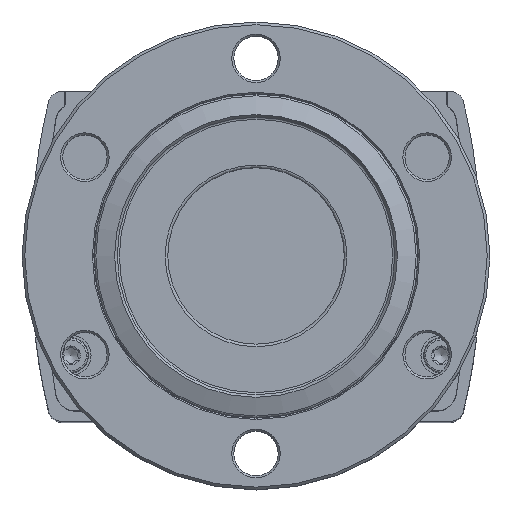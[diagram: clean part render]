
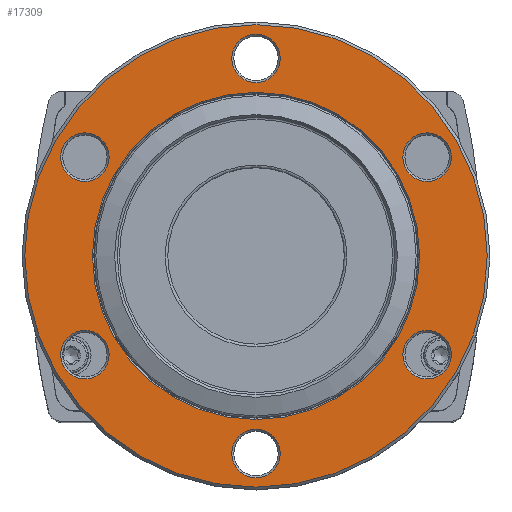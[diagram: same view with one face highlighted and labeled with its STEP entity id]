
A CAD part, top view. The second image highlights one B-rep face of the part: STEP entity #17309.
In plain terms, the highlighted planar face has unit normal (0, 0, 1).
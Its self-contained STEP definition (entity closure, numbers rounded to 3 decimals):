
#763=FACE_BOUND('',#3165,.T.);
#764=FACE_BOUND('',#3166,.T.);
#765=FACE_BOUND('',#3167,.T.);
#766=FACE_BOUND('',#3168,.T.);
#767=FACE_BOUND('',#3169,.T.);
#768=FACE_BOUND('',#3170,.T.);
#769=FACE_BOUND('',#3171,.T.);
#1211=PLANE('',#18599);
#2164=FACE_OUTER_BOUND('',#3164,.T.);
#3164=EDGE_LOOP('',(#14778));
#3165=EDGE_LOOP('',(#14779));
#3166=EDGE_LOOP('',(#14780));
#3167=EDGE_LOOP('',(#14781));
#3168=EDGE_LOOP('',(#14782));
#3169=EDGE_LOOP('',(#14783));
#3170=EDGE_LOOP('',(#14784));
#3171=EDGE_LOOP('',(#14785));
#6462=CIRCLE('',#18598,24.3);
#6463=CIRCLE('',#18600,34.35);
#6464=CIRCLE('',#18601,3.6);
#6465=CIRCLE('',#18602,3.6);
#6466=CIRCLE('',#18603,3.6);
#6467=CIRCLE('',#18604,3.6);
#6468=CIRCLE('',#18605,3.6);
#6469=CIRCLE('',#18606,3.6);
#7951=VERTEX_POINT('',#31163);
#7952=VERTEX_POINT('',#31167);
#7953=VERTEX_POINT('',#31169);
#7954=VERTEX_POINT('',#31171);
#7955=VERTEX_POINT('',#31173);
#7956=VERTEX_POINT('',#31175);
#7957=VERTEX_POINT('',#31177);
#7958=VERTEX_POINT('',#31179);
#10285=EDGE_CURVE('',#7951,#7951,#6462,.T.);
#10286=EDGE_CURVE('',#7952,#7952,#6463,.T.);
#10287=EDGE_CURVE('',#7953,#7953,#6464,.T.);
#10288=EDGE_CURVE('',#7954,#7954,#6465,.T.);
#10289=EDGE_CURVE('',#7955,#7955,#6466,.T.);
#10290=EDGE_CURVE('',#7956,#7956,#6467,.T.);
#10291=EDGE_CURVE('',#7957,#7957,#6468,.T.);
#10292=EDGE_CURVE('',#7958,#7958,#6469,.T.);
#14778=ORIENTED_EDGE('',*,*,#10286,.F.);
#14779=ORIENTED_EDGE('',*,*,#10287,.F.);
#14780=ORIENTED_EDGE('',*,*,#10288,.F.);
#14781=ORIENTED_EDGE('',*,*,#10289,.F.);
#14782=ORIENTED_EDGE('',*,*,#10290,.F.);
#14783=ORIENTED_EDGE('',*,*,#10291,.F.);
#14784=ORIENTED_EDGE('',*,*,#10292,.F.);
#14785=ORIENTED_EDGE('',*,*,#10285,.F.);
#17309=ADVANCED_FACE('',(#2164,#763,#764,#765,#766,#767,#768,#769),#1211,
 .T.);
#18598=AXIS2_PLACEMENT_3D('',#31165,#22334,#22335);
#18599=AXIS2_PLACEMENT_3D('',#31166,#22336,#22337);
#18600=AXIS2_PLACEMENT_3D('',#31168,#22338,#22339);
#18601=AXIS2_PLACEMENT_3D('',#31170,#22340,#22341);
#18602=AXIS2_PLACEMENT_3D('',#31172,#22342,#22343);
#18603=AXIS2_PLACEMENT_3D('',#31174,#22344,#22345);
#18604=AXIS2_PLACEMENT_3D('',#31176,#22346,#22347);
#18605=AXIS2_PLACEMENT_3D('',#31178,#22348,#22349);
#18606=AXIS2_PLACEMENT_3D('',#31180,#22350,#22351);
#22334=DIRECTION('center_axis',(0.,0.,
1.));
#22335=DIRECTION('ref_axis',(1.,0.,0.));
#22336=DIRECTION('center_axis',(0.,0.,
1.));
#22337=DIRECTION('ref_axis',(0.,1.,0.));
#22338=DIRECTION('center_axis',(0.,0.,
-1.));
#22339=DIRECTION('ref_axis',(1.,0.,0.));
#22340=DIRECTION('center_axis',(0.,0.,
1.));
#22341=DIRECTION('ref_axis',(-0.866,-0.5,0.));
#22342=DIRECTION('center_axis',(0.,0.,
1.));
#22343=DIRECTION('ref_axis',(0.,1.,0.));
#22344=DIRECTION('center_axis',(0.,0.,
1.));
#22345=DIRECTION('ref_axis',(0.866,-0.5,0.));
#22346=DIRECTION('center_axis',(0.,0.,
1.));
#22347=DIRECTION('ref_axis',(0.,-1.,0.));
#22348=DIRECTION('center_axis',(0.,0.,
1.));
#22349=DIRECTION('ref_axis',(0.866,0.5,0.));
#22350=DIRECTION('center_axis',(0.,0.,
1.));
#22351=DIRECTION('ref_axis',(-0.866,0.5,0.));
#31163=CARTESIAN_POINT('',(-24.3,0.,92.4));
#31165=CARTESIAN_POINT('Origin',(0.,0.,
92.4));
#31166=CARTESIAN_POINT('Origin',(-29.425,0.,92.4));
#31167=CARTESIAN_POINT('',(-34.35,0.,92.4));
#31168=CARTESIAN_POINT('Origin',(0.,0.,
92.4));
#31169=CARTESIAN_POINT('',(3.118,31.15,92.4));
#31170=CARTESIAN_POINT('Origin',(0.,29.35,92.4));
#31171=CARTESIAN_POINT('',(25.418,-18.275,92.4));
#31172=CARTESIAN_POINT('Origin',(25.418,-14.675,92.4));
#31173=CARTESIAN_POINT('',(-28.536,-12.875,92.4));
#31174=CARTESIAN_POINT('Origin',(-25.418,-14.675,92.4));
#31175=CARTESIAN_POINT('',(-25.418,18.275,92.4));
#31176=CARTESIAN_POINT('Origin',(-25.418,14.675,92.4));
#31177=CARTESIAN_POINT('',(-3.118,-31.15,92.4));
#31178=CARTESIAN_POINT('Origin',(0.,-29.35,92.4));
#31179=CARTESIAN_POINT('',(28.536,12.875,92.4));
#31180=CARTESIAN_POINT('Origin',(25.418,14.675,92.4));
